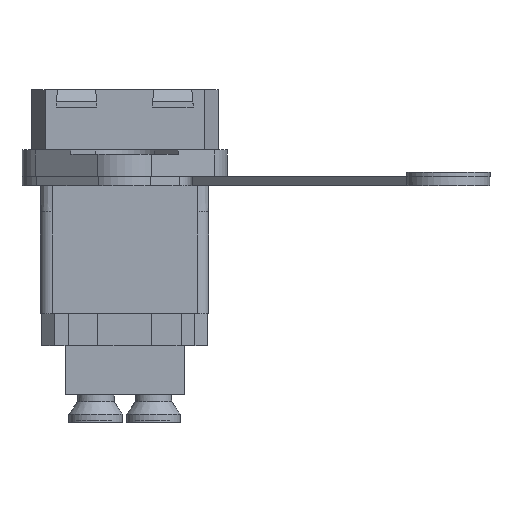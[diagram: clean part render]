
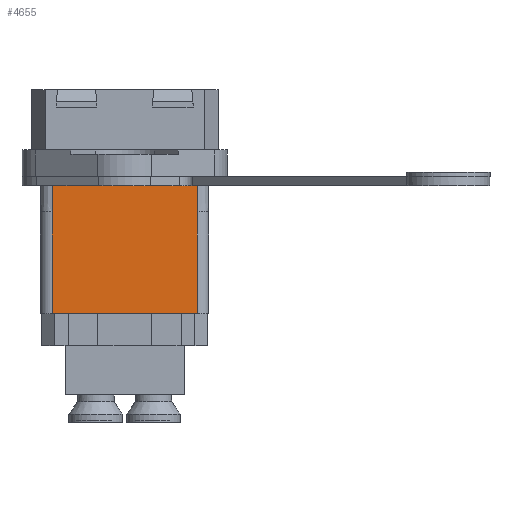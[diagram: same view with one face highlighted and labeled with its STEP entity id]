
A CAD part, front view. The second image highlights one B-rep face of the part: STEP entity #4655.
In plain terms, the highlighted planar face has unit normal (0, -1, 0).
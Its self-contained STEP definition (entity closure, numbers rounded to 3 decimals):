
#4603=AXIS2_PLACEMENT_3D('Plane Axis2P3D',#4600,#4601,#4602) ;
#4600=CARTESIAN_POINT('Axis2P3D Location',(3.25,42.6,26.55)) ;
#4605=CARTESIAN_POINT('Line Origine',(3.25,42.6,17.25)) ;
#4609=CARTESIAN_POINT('Vertex',(3.25,42.6,22.75)) ;
#4611=CARTESIAN_POINT('Vertex',(3.25,42.6,11.75)) ;
#4614=CARTESIAN_POINT('Line Origine',(11.1,42.6,11.75)) ;
#4618=CARTESIAN_POINT('Vertex',(18.95,42.6,11.75)) ;
#4621=CARTESIAN_POINT('Line Origine',(18.95,42.6,17.25)) ;
#4625=CARTESIAN_POINT('Vertex',(18.95,42.6,22.75)) ;
#4628=CARTESIAN_POINT('Line Origine',(18.95,42.6,24.65)) ;
#4632=CARTESIAN_POINT('Vertex',(18.95,42.6,26.55)) ;
#4635=CARTESIAN_POINT('Line Origine',(11.1,42.6,26.55)) ;
#4639=CARTESIAN_POINT('Vertex',(3.25,42.6,26.55)) ;
#4642=CARTESIAN_POINT('Line Origine',(3.25,42.6,24.65)) ;
#4601=DIRECTION('Axis2P3D Direction',(0.,1.,0.)) ;
#4602=DIRECTION('Axis2P3D XDirection',(1.,0.,0.)) ;
#4606=DIRECTION('Vector Direction',(0.,0.,-1.)) ;
#4615=DIRECTION('Vector Direction',(1.,0.,0.)) ;
#4622=DIRECTION('Vector Direction',(0.,0.,-1.)) ;
#4629=DIRECTION('Vector Direction',(0.,0.,1.)) ;
#4636=DIRECTION('Vector Direction',(1.,0.,0.)) ;
#4643=DIRECTION('Vector Direction',(0.,0.,1.)) ;
#4607=VECTOR('Line Direction',#4606,1.) ;
#4616=VECTOR('Line Direction',#4615,1.) ;
#4623=VECTOR('Line Direction',#4622,1.) ;
#4630=VECTOR('Line Direction',#4629,1.) ;
#4637=VECTOR('Line Direction',#4636,1.) ;
#4644=VECTOR('Line Direction',#4643,1.) ;
#4648=ORIENTED_EDGE('',*,*,#4613,.T.) ;
#4649=ORIENTED_EDGE('',*,*,#4620,.F.) ;
#4650=ORIENTED_EDGE('',*,*,#4627,.F.) ;
#4651=ORIENTED_EDGE('',*,*,#4634,.T.) ;
#4652=ORIENTED_EDGE('',*,*,#4641,.F.) ;
#4653=ORIENTED_EDGE('',*,*,#4646,.F.) ;
#4655=ADVANCED_FACE('V1',(#4654),#4604,.F.) ;
#4613=EDGE_CURVE('',#4610,#4612,#4608,.T.) ;
#4620=EDGE_CURVE('',#4619,#4612,#4617,.F.) ;
#4627=EDGE_CURVE('',#4626,#4619,#4624,.T.) ;
#4634=EDGE_CURVE('',#4626,#4633,#4631,.T.) ;
#4641=EDGE_CURVE('',#4640,#4633,#4638,.T.) ;
#4646=EDGE_CURVE('',#4610,#4640,#4645,.T.) ;
#4647=EDGE_LOOP('',(#4648,#4649,#4650,#4651,#4652,#4653)) ;
#4654=FACE_OUTER_BOUND('',#4647,.T.) ;
#4608=LINE('Line',#4605,#4607) ;
#4617=LINE('Line',#4614,#4616) ;
#4624=LINE('Line',#4621,#4623) ;
#4631=LINE('Line',#4628,#4630) ;
#4638=LINE('Line',#4635,#4637) ;
#4645=LINE('Line',#4642,#4644) ;
#4604=PLANE('',#4603) ;
#4610=VERTEX_POINT('',#4609) ;
#4612=VERTEX_POINT('',#4611) ;
#4619=VERTEX_POINT('',#4618) ;
#4626=VERTEX_POINT('',#4625) ;
#4633=VERTEX_POINT('',#4632) ;
#4640=VERTEX_POINT('',#4639) ;
